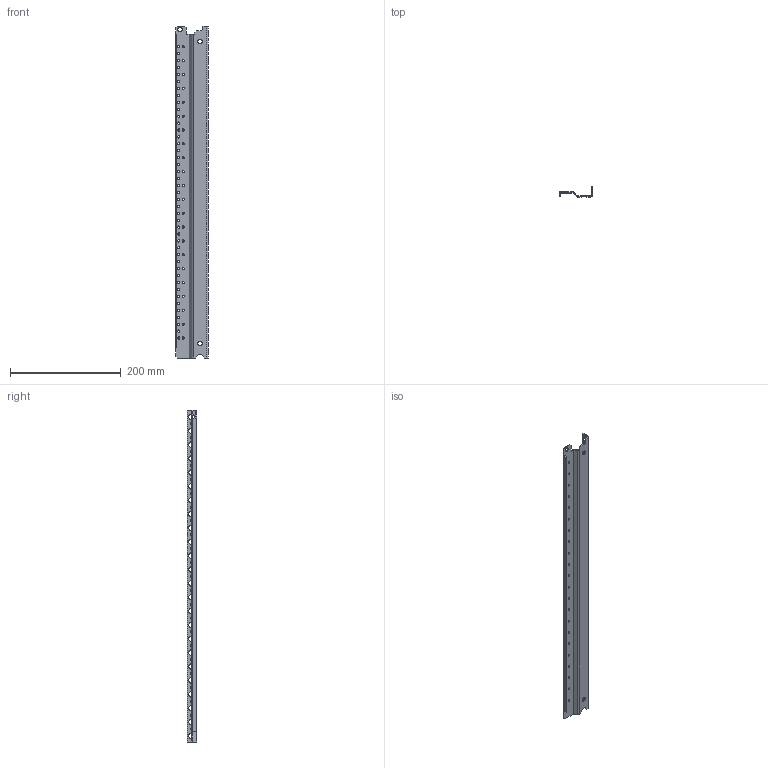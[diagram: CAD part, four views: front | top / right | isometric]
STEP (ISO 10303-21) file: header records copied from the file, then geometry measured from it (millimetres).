
FILE_DESCRIPTION((''),'2;1');
FILE_NAME('ASM0001_ASM','2023-02-28T12:58:24',('klemen.sitar'),('Audax d.o.o.'),'CREO PARAMETRIC BY PTC INC, 2021304','CREO PARAMETRIC BY PTC INC, 2021304','');
FILE_SCHEMA(('AP242_MANAGED_MODEL_BASED_3D_ENGINEERING_MIM_LF { 1 0 10303 442 1 1 4 }'));
Length unit declared in the file: millimetre
Products named in the file (2): 001338605_WP_A_12__LEFT__1_1; ASM0001_ASM
Assembly tree (1 placements, depth 2):
  ASM0001_ASM
    001338605_WP_A_12__LEFT__1_1
Bounding box: 59 x 17 x 598.5 mm (x, y, z)
Volume: 68373.1 mm3; surface area: 96371.7 mm2
Topology: 1 solids, 1 shells, 273 faces, 807 edges, 536 vertices
Faces by surface type: cylinder 240, plane 33
Entity records: 12812 total; most frequent: DIRECTION 1838, CARTESIAN_POINT 1626, ORIENTED_EDGE 1614, PRESENTATION_STYLE_ASSIGNMENT 808, STYLED_ITEM 808, CURVE_STYLE 807, EDGE_CURVE 807, AXIS2_PLACEMENT_3D 756
